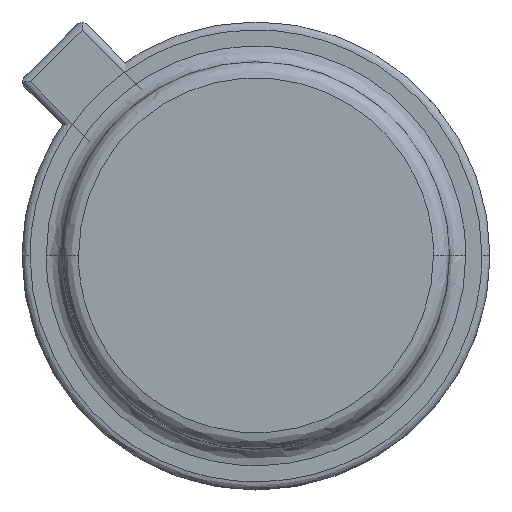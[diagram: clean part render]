
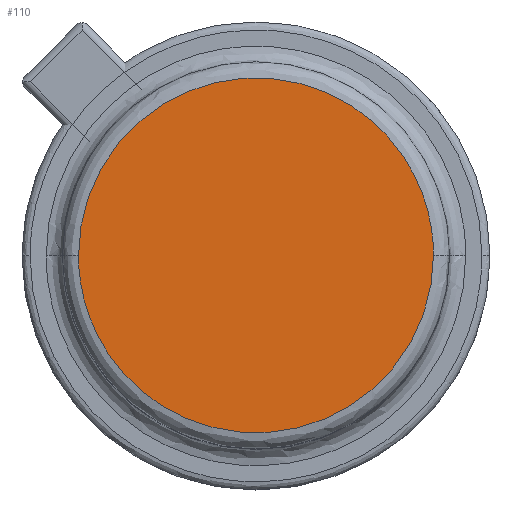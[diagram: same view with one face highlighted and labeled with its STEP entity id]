
A CAD part, top view. The second image highlights one B-rep face of the part: STEP entity #110.
In plain terms, the highlighted planar face has unit normal (0, 0, 1).
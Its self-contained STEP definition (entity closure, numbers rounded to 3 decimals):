
#14 = CARTESIAN_POINT ( 'NONE',  ( -2.2, 0., 5.3 ) ) ;
#16 = CARTESIAN_POINT ( 'NONE',  ( -2.2, -4.4, 5.3 ) ) ;
#110 = ADVANCED_FACE ( 'NONE', ( #1568 ), #1200, .T. ) ;
#212 = CARTESIAN_POINT ( 'NONE',  ( -2.2, 4.4, 5.3 ) ) ;
#771 =( BOUNDED_CURVE ( )  B_SPLINE_CURVE ( 3, ( #2204, #2386, #16, #1415 ),
 .UNSPECIFIED., .F., .F. ) 
 B_SPLINE_CURVE_WITH_KNOTS ( ( 4, 4 ),
 ( 0., 1. ),
 .UNSPECIFIED. ) 
 CURVE ( )  GEOMETRIC_REPRESENTATION_ITEM ( )  RATIONAL_B_SPLINE_CURVE ( ( 1., 0.333, 0.333, 1. ) ) 
 REPRESENTATION_ITEM ( '' )  );
#777 = DIRECTION ( 'NONE',  ( 1., 0., 0. ) ) ;
#796 = CARTESIAN_POINT ( 'NONE',  ( -2.2, 0., 5.3 ) ) ;
#802 = CARTESIAN_POINT ( 'NONE',  ( 2.2, 4.4, 5.3 ) ) ;
#972 = CARTESIAN_POINT ( 'NONE',  ( 0., 0., 5.3 ) ) ;
#1186 = ORIENTED_EDGE ( 'NONE', *, *, #2487, .F. ) ;
#1200 = PLANE ( 'NONE',  #2561 ) ;
#1360 =( BOUNDED_CURVE ( )  B_SPLINE_CURVE ( 3, ( #14, #212, #802, #2212 ),
 .UNSPECIFIED., .F., .F. ) 
 B_SPLINE_CURVE_WITH_KNOTS ( ( 4, 4 ),
 ( 0., 1. ),
 .UNSPECIFIED. ) 
 CURVE ( )  GEOMETRIC_REPRESENTATION_ITEM ( )  RATIONAL_B_SPLINE_CURVE ( ( 1., 0.333, 0.333, 1. ) ) 
 REPRESENTATION_ITEM ( '' )  );
#1415 = CARTESIAN_POINT ( 'NONE',  ( -2.2, 0., 5.3 ) ) ;
#1568 = FACE_OUTER_BOUND ( 'NONE', #2460, .T. ) ;
#1669 = VERTEX_POINT ( 'NONE', #2211 ) ;
#1932 = ORIENTED_EDGE ( 'NONE', *, *, #2167, .F. ) ;
#2159 = VERTEX_POINT ( 'NONE', #796 ) ;
#2167 = EDGE_CURVE ( 'NONE', #1669, #2159, #771, .T. ) ;
#2185 = DIRECTION ( 'NONE',  ( 0., 0., 1. ) ) ;
#2204 = CARTESIAN_POINT ( 'NONE',  ( 2.2, 0., 5.3 ) ) ;
#2211 = CARTESIAN_POINT ( 'NONE',  ( 2.2, 0., 5.3 ) ) ;
#2212 = CARTESIAN_POINT ( 'NONE',  ( 2.2, 0., 5.3 ) ) ;
#2386 = CARTESIAN_POINT ( 'NONE',  ( 2.2, -4.4, 5.3 ) ) ;
#2460 = EDGE_LOOP ( 'NONE', ( #1932, #1186 ) ) ;
#2487 = EDGE_CURVE ( 'NONE', #2159, #1669, #1360, .T. ) ;
#2561 = AXIS2_PLACEMENT_3D ( 'NONE', #972, #2185, #777 ) ;
